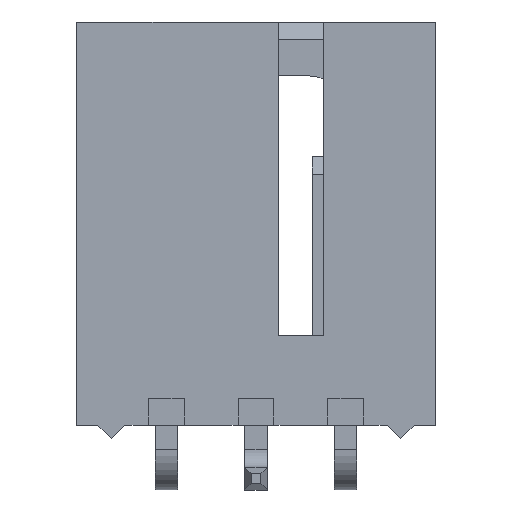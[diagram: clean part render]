
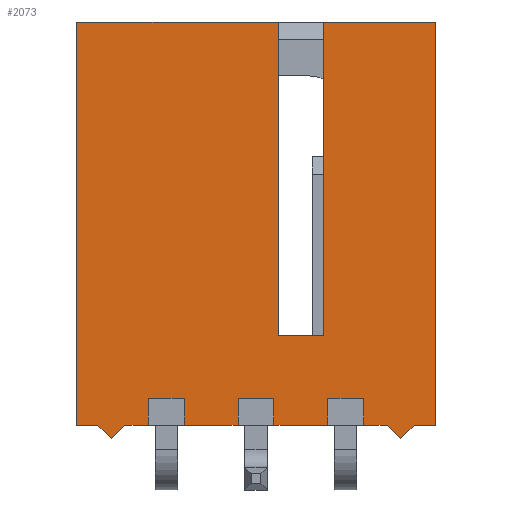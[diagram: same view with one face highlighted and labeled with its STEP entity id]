
A CAD part, front view. The second image highlights one B-rep face of the part: STEP entity #2073.
In plain terms, the highlighted planar face has unit normal (0, -1, 0).
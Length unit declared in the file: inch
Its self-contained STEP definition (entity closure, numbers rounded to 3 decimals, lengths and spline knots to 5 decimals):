
#5=DIRECTION('',(0.,0.,-1.));
#6=VECTOR('',#5,0.45);
#7=CARTESIAN_POINT('',(-0.2,-0.1,0.225));
#8=LINE('',#7,#6);
#25=DIRECTION('',(-1.,0.,0.));
#26=VECTOR('',#25,0.225);
#27=CARTESIAN_POINT('',(0.025,-0.1,0.225));
#28=LINE('',#27,#26);
#93=DIRECTION('',(0.707,0.,0.707));
#94=VECTOR('',#93,0.02121);
#95=CARTESIAN_POINT('',(-0.16142,-0.1,-0.24));
#96=LINE('',#95,#94);
#97=DIRECTION('',(0.707,0.,-0.707));
#98=VECTOR('',#97,0.02121);
#99=CARTESIAN_POINT('',(-0.17642,-0.1,-0.225));
#100=LINE('',#99,#98);
#101=DIRECTION('',(0.,0.,-1.));
#102=VECTOR('',#101,0.35);
#103=CARTESIAN_POINT('',(0.025,-0.1,0.225));
#104=LINE('',#103,#102);
#105=DIRECTION('',(-1.,0.,0.));
#106=VECTOR('',#105,0.05);
#107=CARTESIAN_POINT('',(0.075,-0.1,-0.125));
#108=LINE('',#107,#106);
#109=DIRECTION('',(0.,0.,-1.));
#110=VECTOR('',#109,0.35);
#111=CARTESIAN_POINT('',(0.075,-0.1,0.225));
#112=LINE('',#111,#110);
#113=DIRECTION('',(1.,0.,0.));
#114=VECTOR('',#113,0.125);
#115=CARTESIAN_POINT('',(0.075,-0.1,0.225));
#116=LINE('',#115,#114);
#117=DIRECTION('',(0.707,0.,0.707));
#118=VECTOR('',#117,0.02121);
#119=CARTESIAN_POINT('',(0.16142,-0.1,-0.24));
#120=LINE('',#119,#118);
#121=DIRECTION('',(0.707,0.,-0.707));
#122=VECTOR('',#121,0.02121);
#123=CARTESIAN_POINT('',(0.14642,-0.1,-0.225));
#124=LINE('',#123,#122);
#125=DIRECTION('',(0.,0.,1.));
#126=VECTOR('',#125,0.03);
#127=CARTESIAN_POINT('',(0.12,-0.1,-0.225));
#128=LINE('',#127,#126);
#129=DIRECTION('',(-1.,0.,0.));
#130=VECTOR('',#129,0.04);
#131=CARTESIAN_POINT('',(0.12,-0.1,-0.195));
#132=LINE('',#131,#130);
#133=DIRECTION('',(0.,0.,1.));
#134=VECTOR('',#133,0.03);
#135=CARTESIAN_POINT('',(0.08,-0.1,-0.225));
#136=LINE('',#135,#134);
#137=DIRECTION('',(0.,0.,1.));
#138=VECTOR('',#137,0.03);
#139=CARTESIAN_POINT('',(0.02,-0.1,-0.225));
#140=LINE('',#139,#138);
#141=DIRECTION('',(-1.,0.,0.));
#142=VECTOR('',#141,0.04);
#143=CARTESIAN_POINT('',(0.02,-0.1,-0.195));
#144=LINE('',#143,#142);
#145=DIRECTION('',(0.,0.,1.));
#146=VECTOR('',#145,0.03);
#147=CARTESIAN_POINT('',(-0.02,-0.1,-0.225));
#148=LINE('',#147,#146);
#149=DIRECTION('',(0.,0.,1.));
#150=VECTOR('',#149,0.03);
#151=CARTESIAN_POINT('',(-0.08,-0.1,-0.225));
#152=LINE('',#151,#150);
#153=DIRECTION('',(-1.,0.,0.));
#154=VECTOR('',#153,0.04);
#155=CARTESIAN_POINT('',(-0.08,-0.1,-0.195));
#156=LINE('',#155,#154);
#157=DIRECTION('',(0.,0.,1.));
#158=VECTOR('',#157,0.03);
#159=CARTESIAN_POINT('',(-0.12,-0.1,-0.225));
#160=LINE('',#159,#158);
#253=DIRECTION('',(1.,0.,0.));
#254=VECTOR('',#253,0.02642);
#255=CARTESIAN_POINT('',(-0.14642,-0.1,-0.225));
#256=LINE('',#255,#254);
#269=DIRECTION('',(1.,0.,0.));
#270=VECTOR('',#269,0.06);
#271=CARTESIAN_POINT('',(-0.08,-0.1,-0.225));
#272=LINE('',#271,#270);
#285=DIRECTION('',(1.,0.,0.));
#286=VECTOR('',#285,0.06);
#287=CARTESIAN_POINT('',(0.02,-0.1,-0.225));
#288=LINE('',#287,#286);
#301=DIRECTION('',(1.,0.,0.));
#302=VECTOR('',#301,0.02642);
#303=CARTESIAN_POINT('',(0.12,-0.1,-0.225));
#304=LINE('',#303,#302);
#309=DIRECTION('',(1.,0.,0.));
#310=VECTOR('',#309,0.02358);
#311=CARTESIAN_POINT('',(0.17642,-0.1,-0.225));
#312=LINE('',#311,#310);
#317=DIRECTION('',(1.,0.,0.));
#318=VECTOR('',#317,0.02358);
#319=CARTESIAN_POINT('',(-0.2,-0.1,-0.225));
#320=LINE('',#319,#318);
#1321=DIRECTION('',(0.,0.,-1.));
#1322=VECTOR('',#1321,0.45);
#1323=CARTESIAN_POINT('',(0.2,-0.1,0.225));
#1324=LINE('',#1323,#1322);
#1454=CARTESIAN_POINT('',(-0.2,-0.1,0.225));
#1456=VERTEX_POINT('',#1454);
#1457=CARTESIAN_POINT('',(-0.2,-0.1,-0.225));
#1458=VERTEX_POINT('',#1457);
#1462=CARTESIAN_POINT('',(0.2,-0.1,0.225));
#1464=VERTEX_POINT('',#1462);
#1465=CARTESIAN_POINT('',(0.2,-0.1,-0.225));
#1466=VERTEX_POINT('',#1465);
#1529=CARTESIAN_POINT('',(0.075,-0.1,0.225));
#1531=VERTEX_POINT('',#1529);
#1533=CARTESIAN_POINT('',(0.025,-0.1,0.225));
#1535=VERTEX_POINT('',#1533);
#1537=CARTESIAN_POINT('',(0.075,-0.1,-0.125));
#1538=VERTEX_POINT('',#1537);
#1539=CARTESIAN_POINT('',(0.025,-0.1,-0.125));
#1540=VERTEX_POINT('',#1539);
#1557=CARTESIAN_POINT('',(0.12,-0.1,-0.195));
#1558=CARTESIAN_POINT('',(0.08,-0.1,-0.195));
#1559=VERTEX_POINT('',#1557);
#1560=VERTEX_POINT('',#1558);
#1561=CARTESIAN_POINT('',(0.08,-0.1,-0.225));
#1562=VERTEX_POINT('',#1561);
#1563=CARTESIAN_POINT('',(0.12,-0.1,-0.225));
#1564=VERTEX_POINT('',#1563);
#1646=CARTESIAN_POINT('',(0.16142,-0.1,-0.24));
#1648=VERTEX_POINT('',#1646);
#1649=CARTESIAN_POINT('',(0.14642,-0.1,-0.225));
#1651=VERTEX_POINT('',#1649);
#1653=CARTESIAN_POINT('',(0.17642,-0.1,-0.225));
#1655=VERTEX_POINT('',#1653);
#1658=CARTESIAN_POINT('',(-0.16142,-0.1,-0.24));
#1660=VERTEX_POINT('',#1658);
#1661=CARTESIAN_POINT('',(-0.17642,-0.1,-0.225));
#1663=VERTEX_POINT('',#1661);
#1665=CARTESIAN_POINT('',(-0.14642,-0.1,-0.225));
#1667=VERTEX_POINT('',#1665);
#1805=CARTESIAN_POINT('',(0.02,-0.1,-0.195));
#1806=CARTESIAN_POINT('',(-0.02,-0.1,-0.195));
#1807=VERTEX_POINT('',#1805);
#1808=VERTEX_POINT('',#1806);
#1809=CARTESIAN_POINT('',(-0.02,-0.1,-0.225));
#1810=VERTEX_POINT('',#1809);
#1811=CARTESIAN_POINT('',(0.02,-0.1,-0.225));
#1812=VERTEX_POINT('',#1811);
#1837=CARTESIAN_POINT('',(-0.08,-0.1,-0.195));
#1838=CARTESIAN_POINT('',(-0.12,-0.1,-0.195));
#1839=VERTEX_POINT('',#1837);
#1840=VERTEX_POINT('',#1838);
#1841=CARTESIAN_POINT('',(-0.12,-0.1,-0.225));
#1842=VERTEX_POINT('',#1841);
#1843=CARTESIAN_POINT('',(-0.08,-0.1,-0.225));
#1844=VERTEX_POINT('',#1843);
#2018=CARTESIAN_POINT('',(-0.2,-0.1,0.225));
#2019=DIRECTION('',(0.,-1.,0.));
#2020=DIRECTION('',(0.,0.,-1.));
#2021=AXIS2_PLACEMENT_3D('',#2018,#2019,#2020);
#2022=PLANE('',#2021);
#2024=ORIENTED_EDGE('',*,*,#2023,.F.);
#2026=ORIENTED_EDGE('',*,*,#2025,.F.);
#2028=ORIENTED_EDGE('',*,*,#2027,.F.);
#2030=ORIENTED_EDGE('',*,*,#2029,.F.);
#2031=ORIENTED_EDGE('',*,*,#1916,.F.);
#2032=ORIENTED_EDGE('',*,*,#1934,.F.);
#2034=ORIENTED_EDGE('',*,*,#2033,.T.);
#2036=ORIENTED_EDGE('',*,*,#2035,.F.);
#2037=ORIENTED_EDGE('',*,*,#2008,.F.);
#2038=ORIENTED_EDGE('',*,*,#1949,.T.);
#2040=ORIENTED_EDGE('',*,*,#2039,.T.);
#2042=ORIENTED_EDGE('',*,*,#2041,.F.);
#2044=ORIENTED_EDGE('',*,*,#2043,.F.);
#2046=ORIENTED_EDGE('',*,*,#2045,.F.);
#2048=ORIENTED_EDGE('',*,*,#2047,.F.);
#2050=ORIENTED_EDGE('',*,*,#2049,.T.);
#2052=ORIENTED_EDGE('',*,*,#2051,.T.);
#2054=ORIENTED_EDGE('',*,*,#2053,.F.);
#2056=ORIENTED_EDGE('',*,*,#2055,.F.);
#2058=ORIENTED_EDGE('',*,*,#2057,.T.);
#2060=ORIENTED_EDGE('',*,*,#2059,.T.);
#2062=ORIENTED_EDGE('',*,*,#2061,.F.);
#2064=ORIENTED_EDGE('',*,*,#2063,.F.);
#2066=ORIENTED_EDGE('',*,*,#2065,.T.);
#2068=ORIENTED_EDGE('',*,*,#2067,.T.);
#2070=ORIENTED_EDGE('',*,*,#2069,.F.);
#2071=EDGE_LOOP('',(#2024,#2026,#2028,#2030,#2031,#2032,#2034,#2036,#2037,#2038,
#2040,#2042,#2044,#2046,#2048,#2050,#2052,#2054,#2056,#2058,#2060,#2062,#2064,
#2066,#2068,#2070));
#2072=FACE_OUTER_BOUND('',#2071,.F.);
#2073=ADVANCED_FACE('',(#2072),#2022,.T.);
#1916=EDGE_CURVE('',#1456,#1458,#8,.T.);
#1934=EDGE_CURVE('',#1535,#1456,#28,.T.);
#1949=EDGE_CURVE('',#1531,#1464,#116,.T.);
#2008=EDGE_CURVE('',#1531,#1538,#112,.T.);
#2023=EDGE_CURVE('',#1667,#1842,#256,.T.);
#2025=EDGE_CURVE('',#1660,#1667,#96,.T.);
#2027=EDGE_CURVE('',#1663,#1660,#100,.T.);
#2029=EDGE_CURVE('',#1458,#1663,#320,.T.);
#2033=EDGE_CURVE('',#1535,#1540,#104,.T.);
#2035=EDGE_CURVE('',#1538,#1540,#108,.T.);
#2039=EDGE_CURVE('',#1464,#1466,#1324,.T.);
#2041=EDGE_CURVE('',#1655,#1466,#312,.T.);
#2043=EDGE_CURVE('',#1648,#1655,#120,.T.);
#2045=EDGE_CURVE('',#1651,#1648,#124,.T.);
#2047=EDGE_CURVE('',#1564,#1651,#304,.T.);
#2049=EDGE_CURVE('',#1564,#1559,#128,.T.);
#2051=EDGE_CURVE('',#1559,#1560,#132,.T.);
#2053=EDGE_CURVE('',#1562,#1560,#136,.T.);
#2055=EDGE_CURVE('',#1812,#1562,#288,.T.);
#2057=EDGE_CURVE('',#1812,#1807,#140,.T.);
#2059=EDGE_CURVE('',#1807,#1808,#144,.T.);
#2061=EDGE_CURVE('',#1810,#1808,#148,.T.);
#2063=EDGE_CURVE('',#1844,#1810,#272,.T.);
#2065=EDGE_CURVE('',#1844,#1839,#152,.T.);
#2067=EDGE_CURVE('',#1839,#1840,#156,.T.);
#2069=EDGE_CURVE('',#1842,#1840,#160,.T.);
